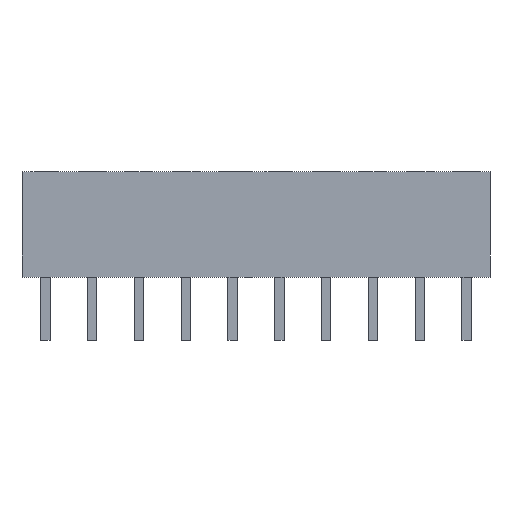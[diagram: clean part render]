
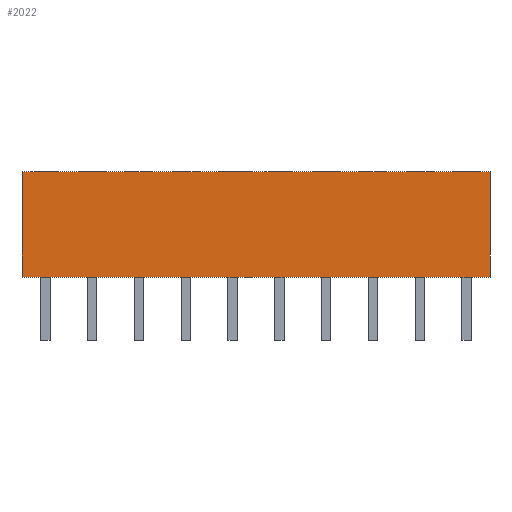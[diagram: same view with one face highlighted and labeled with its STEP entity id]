
A CAD part, front view. The second image highlights one B-rep face of the part: STEP entity #2022.
In plain terms, the highlighted planar face has unit normal (0, -1, 0).
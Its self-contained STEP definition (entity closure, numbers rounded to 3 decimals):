
#146=DIRECTION('',(1.,0.,0.));
#147=VECTOR('',#146,20.);
#148=CARTESIAN_POINT('',(-10.,-1.03,0.));
#149=LINE('',#148,#147);
#314=DIRECTION('',(0.,0.,-1.));
#315=VECTOR('',#314,4.5);
#316=CARTESIAN_POINT('',(-10.,-1.03,0.));
#317=LINE('',#316,#315);
#318=DIRECTION('',(0.,0.,-1.));
#319=VECTOR('',#318,4.5);
#320=CARTESIAN_POINT('',(10.,-1.03,0.));
#321=LINE('',#320,#319);
#330=DIRECTION('',(1.,0.,0.));
#331=VECTOR('',#330,20.);
#332=CARTESIAN_POINT('',(-10.,-1.03,-4.5));
#333=LINE('',#332,#331);
#1463=CARTESIAN_POINT('',(-10.,-1.03,0.));
#1465=VERTEX_POINT('',#1463);
#1466=CARTESIAN_POINT('',(10.,-1.03,0.));
#1467=VERTEX_POINT('',#1466);
#1471=CARTESIAN_POINT('',(-10.,-1.03,-4.5));
#1473=VERTEX_POINT('',#1471);
#1474=CARTESIAN_POINT('',(10.,-1.03,-4.5));
#1475=VERTEX_POINT('',#1474);
#2009=CARTESIAN_POINT('',(-10.,-1.03,0.));
#2010=DIRECTION('',(0.,-1.,0.));
#2011=DIRECTION('',(1.,0.,0.));
#2012=AXIS2_PLACEMENT_3D('',#2009,#2010,#2011);
#2013=PLANE('',#2012);
#2014=ORIENTED_EDGE('',*,*,#1889,.T.);
#2016=ORIENTED_EDGE('',*,*,#2015,.T.);
#2018=ORIENTED_EDGE('',*,*,#2017,.F.);
#2019=ORIENTED_EDGE('',*,*,#2000,.F.);
#2020=EDGE_LOOP('',(#2014,#2016,#2018,#2019));
#2021=FACE_OUTER_BOUND('',#2020,.F.);
#1889=EDGE_CURVE('',#1465,#1467,#149,.T.);
#2000=EDGE_CURVE('',#1465,#1473,#317,.T.);
#2015=EDGE_CURVE('',#1467,#1475,#321,.T.);
#2017=EDGE_CURVE('',#1473,#1475,#333,.T.);
#2022=ADVANCED_FACE('',(#2021),#2013,.T.);
